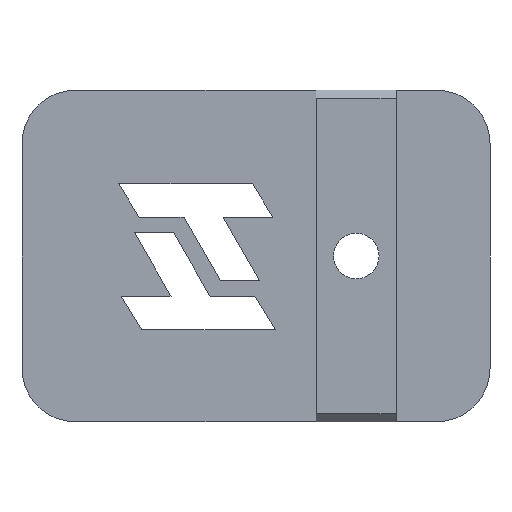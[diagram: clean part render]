
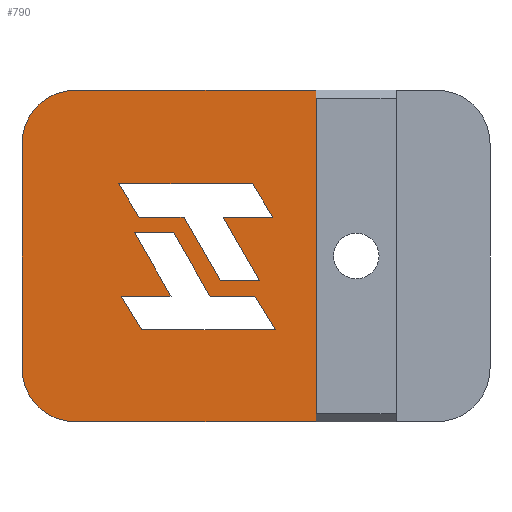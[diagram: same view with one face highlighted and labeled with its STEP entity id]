
A CAD part, front view. The second image highlights one B-rep face of the part: STEP entity #790.
In plain terms, the highlighted planar face has unit normal (0, -1, 0).
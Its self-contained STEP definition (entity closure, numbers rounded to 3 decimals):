
#25=FACE_BOUND('',#108,.T.);
#26=FACE_BOUND('',#109,.T.);
#32=CIRCLE('',#848,4.);
#33=CIRCLE('',#849,4.);
#64=FACE_OUTER_BOUND('',#107,.T.);
#107=EDGE_LOOP('',(#581,#582,#583,#584,#585,#586));
#108=EDGE_LOOP('',(#587,#588,#589,#590,#591,#592,#593,#594));
#109=EDGE_LOOP('',(#595,#596,#597,#598,#599,#600,#601,#602));
#141=LINE('',#1110,#237);
#145=LINE('',#1118,#241);
#148=LINE('',#1124,#244);
#151=LINE('',#1130,#247);
#154=LINE('',#1136,#250);
#157=LINE('',#1142,#253);
#160=LINE('',#1148,#256);
#163=LINE('',#1153,#259);
#165=LINE('',#1158,#261);
#169=LINE('',#1166,#265);
#172=LINE('',#1172,#268);
#175=LINE('',#1178,#271);
#178=LINE('',#1184,#274);
#181=LINE('',#1190,#277);
#184=LINE('',#1196,#280);
#187=LINE('',#1201,#283);
#189=LINE('',#1208,#285);
#190=LINE('',#1212,#286);
#191=LINE('',#1214,#287);
#192=LINE('',#1215,#288);
#237=VECTOR('',#894,10.);
#241=VECTOR('',#900,10.);
#244=VECTOR('',#905,10.);
#247=VECTOR('',#910,10.);
#250=VECTOR('',#915,10.);
#253=VECTOR('',#920,10.);
#256=VECTOR('',#925,10.);
#259=VECTOR('',#930,10.);
#261=VECTOR('',#934,10.);
#265=VECTOR('',#940,10.);
#268=VECTOR('',#945,10.);
#271=VECTOR('',#950,10.);
#274=VECTOR('',#955,10.);
#277=VECTOR('',#960,10.);
#280=VECTOR('',#965,10.);
#283=VECTOR('',#970,10.);
#285=VECTOR('',#976,10.);
#286=VECTOR('',#979,10.);
#287=VECTOR('',#980,10.);
#288=VECTOR('',#981,10.);
#333=VERTEX_POINT('',#1108);
#334=VERTEX_POINT('',#1109);
#337=VERTEX_POINT('',#1117);
#339=VERTEX_POINT('',#1123);
#341=VERTEX_POINT('',#1129);
#343=VERTEX_POINT('',#1135);
#345=VERTEX_POINT('',#1141);
#347=VERTEX_POINT('',#1147);
#349=VERTEX_POINT('',#1156);
#350=VERTEX_POINT('',#1157);
#353=VERTEX_POINT('',#1165);
#355=VERTEX_POINT('',#1171);
#357=VERTEX_POINT('',#1177);
#359=VERTEX_POINT('',#1183);
#361=VERTEX_POINT('',#1189);
#363=VERTEX_POINT('',#1195);
#365=VERTEX_POINT('',#1204);
#366=VERTEX_POINT('',#1205);
#367=VERTEX_POINT('',#1207);
#368=VERTEX_POINT('',#1209);
#369=VERTEX_POINT('',#1211);
#370=VERTEX_POINT('',#1213);
#405=EDGE_CURVE('',#333,#334,#141,.T.);
#409=EDGE_CURVE('',#334,#337,#145,.T.);
#412=EDGE_CURVE('',#337,#339,#148,.T.);
#415=EDGE_CURVE('',#339,#341,#151,.T.);
#418=EDGE_CURVE('',#341,#343,#154,.T.);
#421=EDGE_CURVE('',#343,#345,#157,.T.);
#424=EDGE_CURVE('',#345,#347,#160,.T.);
#427=EDGE_CURVE('',#347,#333,#163,.T.);
#429=EDGE_CURVE('',#349,#350,#165,.T.);
#433=EDGE_CURVE('',#350,#353,#169,.T.);
#436=EDGE_CURVE('',#353,#355,#172,.T.);
#439=EDGE_CURVE('',#355,#357,#175,.T.);
#442=EDGE_CURVE('',#357,#359,#178,.T.);
#445=EDGE_CURVE('',#359,#361,#181,.T.);
#448=EDGE_CURVE('',#361,#363,#184,.T.);
#451=EDGE_CURVE('',#363,#349,#187,.T.);
#453=EDGE_CURVE('',#365,#366,#32,.T.);
#454=EDGE_CURVE('',#367,#365,#189,.T.);
#455=EDGE_CURVE('',#368,#367,#33,.T.);
#456=EDGE_CURVE('',#369,#368,#190,.T.);
#457=EDGE_CURVE('',#369,#370,#191,.T.);
#458=EDGE_CURVE('',#366,#370,#192,.T.);
#581=ORIENTED_EDGE('',*,*,#453,.F.);
#582=ORIENTED_EDGE('',*,*,#454,.F.);
#583=ORIENTED_EDGE('',*,*,#455,.F.);
#584=ORIENTED_EDGE('',*,*,#456,.F.);
#585=ORIENTED_EDGE('',*,*,#457,.T.);
#586=ORIENTED_EDGE('',*,*,#458,.F.);
#587=ORIENTED_EDGE('',*,*,#405,.T.);
#588=ORIENTED_EDGE('',*,*,#409,.T.);
#589=ORIENTED_EDGE('',*,*,#412,.T.);
#590=ORIENTED_EDGE('',*,*,#415,.T.);
#591=ORIENTED_EDGE('',*,*,#418,.T.);
#592=ORIENTED_EDGE('',*,*,#421,.T.);
#593=ORIENTED_EDGE('',*,*,#424,.T.);
#594=ORIENTED_EDGE('',*,*,#427,.T.);
#595=ORIENTED_EDGE('',*,*,#429,.T.);
#596=ORIENTED_EDGE('',*,*,#433,.T.);
#597=ORIENTED_EDGE('',*,*,#436,.T.);
#598=ORIENTED_EDGE('',*,*,#439,.T.);
#599=ORIENTED_EDGE('',*,*,#442,.T.);
#600=ORIENTED_EDGE('',*,*,#445,.T.);
#601=ORIENTED_EDGE('',*,*,#448,.T.);
#602=ORIENTED_EDGE('',*,*,#451,.T.);
#757=PLANE('',#847);
#790=ADVANCED_FACE('',(#64,#25,#26),#757,.T.);
#847=AXIS2_PLACEMENT_3D('',#1203,#972,#973);
#848=AXIS2_PLACEMENT_3D('',#1206,#974,#975);
#849=AXIS2_PLACEMENT_3D('',#1210,#977,#978);
#894=DIRECTION('',(0.521,0.,-0.854));
#900=DIRECTION('',(-1.,0.,0.));
#905=DIRECTION('',(-0.521,0.,0.854));
#910=DIRECTION('',(1.,0.,0.));
#915=DIRECTION('',(-0.499,0.,0.867));
#920=DIRECTION('',(1.,0.,0.));
#925=DIRECTION('',(0.499,0.,-0.867));
#930=DIRECTION('',(1.,0.,0.));
#934=DIRECTION('',(-0.521,0.,0.854));
#940=DIRECTION('',(1.,0.,0.));
#945=DIRECTION('',(0.521,0.,-0.854));
#950=DIRECTION('',(-1.,0.,0.));
#955=DIRECTION('',(0.499,0.,-0.867));
#960=DIRECTION('',(-1.,0.,0.));
#965=DIRECTION('',(-0.499,0.,0.867));
#970=DIRECTION('',(-1.,0.,0.));
#972=DIRECTION('center_axis',(0.,-1.,0.));
#973=DIRECTION('ref_axis',(0.,0.,
1.));
#974=DIRECTION('center_axis',(0.,1.,0.));
#975=DIRECTION('ref_axis',(-0.707,0.,0.707));
#976=DIRECTION('',(0.,0.,1.));
#977=DIRECTION('center_axis',(0.,1.,0.));
#978=DIRECTION('ref_axis',(-0.707,0.,-0.707));
#979=DIRECTION('',(-1.,0.,0.));
#980=DIRECTION('',(0.,0.,1.));
#981=DIRECTION('',(1.,0.,0.));
#1108=CARTESIAN_POINT('',(7.421,4.,9.398));
#1109=CARTESIAN_POINT('',(8.951,4.,6.891));
#1110=CARTESIAN_POINT('',(7.529,4.,9.22));
#1117=CARTESIAN_POINT('',(-1.052,4.,6.891));
#1118=CARTESIAN_POINT('',(3.224,4.,6.891));
#1123=CARTESIAN_POINT('',(-2.582,4.,9.398));
#1124=CARTESIAN_POINT('',(-1.881,4.,8.25));
#1129=CARTESIAN_POINT('',(1.143,4.,9.398));
#1130=CARTESIAN_POINT('',(4.322,4.,9.398));
#1135=CARTESIAN_POINT('',(-1.583,4.,14.136));
#1136=CARTESIAN_POINT('',(-0.078,4.,11.521));
#1141=CARTESIAN_POINT('',(1.336,4.,14.136));
#1142=CARTESIAN_POINT('',(4.418,4.,14.136));
#1147=CARTESIAN_POINT('',(4.062,4.,9.398));
#1148=CARTESIAN_POINT('',(3.841,4.,9.783));
#1153=CARTESIAN_POINT('',(7.46,4.,9.398));
#1156=CARTESIAN_POINT('',(-1.237,4.,15.297));
#1157=CARTESIAN_POINT('',(-2.767,4.,17.804));
#1158=CARTESIAN_POINT('',(-0.172,4.,13.553));
#1165=CARTESIAN_POINT('',(7.236,4.,17.804));
#1166=CARTESIAN_POINT('',(7.368,4.,17.804));
#1171=CARTESIAN_POINT('',(8.766,4.,15.297));
#1172=CARTESIAN_POINT('',(9.238,4.,14.523));
#1177=CARTESIAN_POINT('',(5.04,4.,15.297));
#1178=CARTESIAN_POINT('',(6.27,4.,15.297));
#1183=CARTESIAN_POINT('',(7.766,4.,10.559));
#1184=CARTESIAN_POINT('',(7.335,4.,11.308));
#1189=CARTESIAN_POINT('',(4.847,4.,10.559));
#1190=CARTESIAN_POINT('',(6.174,4.,10.559));
#1195=CARTESIAN_POINT('',(2.121,4.,15.297));
#1196=CARTESIAN_POINT('',(3.416,4.,13.046));
#1201=CARTESIAN_POINT('',(3.131,4.,15.297));
#1203=CARTESIAN_POINT('Origin',(7.5,4.,12.4));
#1204=CARTESIAN_POINT('',(-10.,4.,20.8));
#1205=CARTESIAN_POINT('',(-6.,4.,24.8));
#1206=CARTESIAN_POINT('Origin',(-6.,4.,20.8));
#1207=CARTESIAN_POINT('',(-10.,4.,4.));
#1208=CARTESIAN_POINT('',(-10.,4.,0.));
#1209=CARTESIAN_POINT('',(-6.,4.,0.));
#1210=CARTESIAN_POINT('Origin',(-6.,4.,4.));
#1211=CARTESIAN_POINT('',(12.02,4.,0.));
#1212=CARTESIAN_POINT('',(25.,4.,0.));
#1213=CARTESIAN_POINT('',(12.02,4.,24.8));
#1214=CARTESIAN_POINT('',(12.02,4.,18.6));
#1215=CARTESIAN_POINT('',(5.,4.,24.8));
